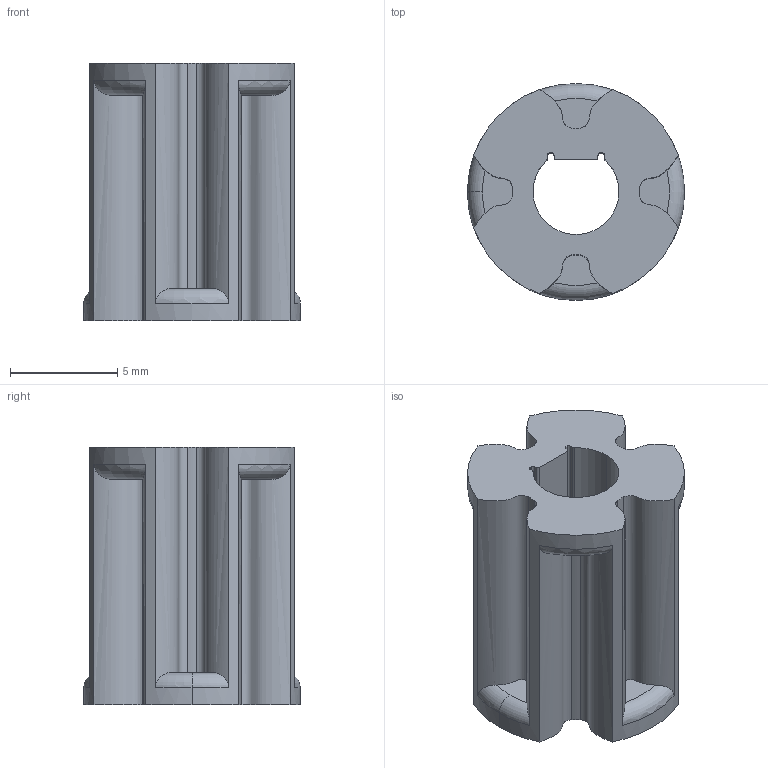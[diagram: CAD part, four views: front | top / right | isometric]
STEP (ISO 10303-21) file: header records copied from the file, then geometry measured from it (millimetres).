
FILE_DESCRIPTION (( 'STEP AP214' ), '1' );
FILE_NAME ('Plastic Gear 8T呿蹋喘謫.step', '2016-10-28T04:15:50', ( 'dell' ), ( '' ), 'SwSTEP 2.0', 'SolidWorks 2013', '' );
FILE_SCHEMA (( 'AUTOMOTIVE_DESIGN' ));
Length unit declared in the file: millimetre
Products named in the file (1): Plastic Gear 8T呿蹋喘謫
Bounding box: 10.1 x 10.1 x 12 mm (x, y, z)
Volume: 503.9 mm3; surface area: 827.9 mm2
Topology: 1 solids, 1 shells, 63 faces, 182 edges, 121 vertices
Faces by surface type: cylinder 21, plane 17, bspline 16, torus 9
Entity records: 4086 total; most frequent: CARTESIAN_POINT 2463, ORIENTED_EDGE 364, DIRECTION 298, EDGE_CURVE 182, VERTEX_POINT 121, AXIS2_PLACEMENT_3D 116, CIRCLE 68, LINE 66
